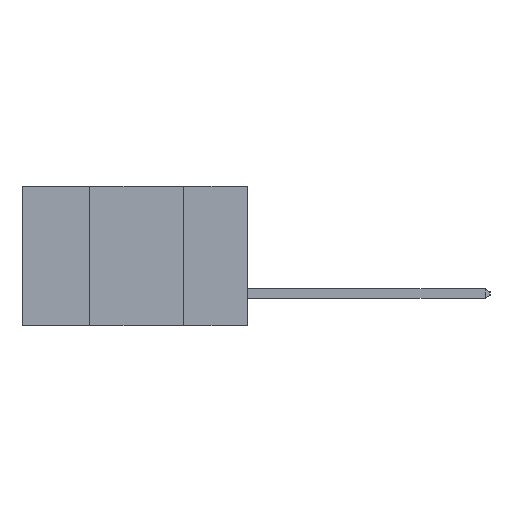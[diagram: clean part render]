
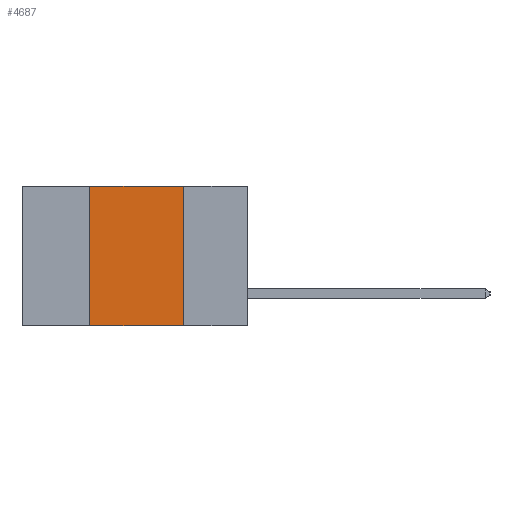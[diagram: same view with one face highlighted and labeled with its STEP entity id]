
A CAD part, left-side view. The second image highlights one B-rep face of the part: STEP entity #4687.
In plain terms, the highlighted planar face has unit normal (-1, 0, 0).
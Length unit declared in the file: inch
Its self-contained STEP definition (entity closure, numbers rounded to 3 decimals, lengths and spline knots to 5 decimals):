
#606 = VECTOR ( 'NONE', #6248, 39.37008 ) ;
#1225 = VECTOR ( 'NONE', #13565, 39.37008 ) ;
#1280 = EDGE_LOOP ( 'NONE', ( #9374, #12695, #16259, #3230 ) ) ;
#3147 = CARTESIAN_POINT ( 'NONE',  ( 0., 0.6, 0. ) ) ;
#3230 = ORIENTED_EDGE ( 'NONE', *, *, #14116, .T. ) ;
#3241 = CARTESIAN_POINT ( 'NONE',  ( 0., 0.42, -0.37 ) ) ;
#3609 = AXIS2_PLACEMENT_3D ( 'NONE', #3147, #5705, #5759 ) ;
#3679 = CARTESIAN_POINT ( 'NONE',  ( 0., 0.17, -0.37 ) ) ;
#3869 = LINE ( 'NONE', #13780, #606 ) ;
#4540 = LINE ( 'NONE', #3241, #10967 ) ;
#4687 = ADVANCED_FACE ( 'NONE', ( #8824 ), #5930, .F. ) ;
#5377 = CARTESIAN_POINT ( 'NONE',  ( 0., 0.42, -0.37 ) ) ;
#5705 = DIRECTION ( 'NONE',  ( 1., 0., 0. ) ) ;
#5759 = DIRECTION ( 'NONE',  ( 0., 0., -1. ) ) ;
#5930 = PLANE ( 'NONE',  #3609 ) ;
#6248 = DIRECTION ( 'NONE',  ( 0., 0., -1. ) ) ;
#8722 = CARTESIAN_POINT ( 'NONE',  ( 0., 0.6, 0. ) ) ;
#8824 = FACE_OUTER_BOUND ( 'NONE', #1280, .T. ) ;
#9060 = VERTEX_POINT ( 'NONE', #3679 ) ;
#9374 = ORIENTED_EDGE ( 'NONE', *, *, #16478, .F. ) ;
#9518 = VERTEX_POINT ( 'NONE', #9798 ) ;
#9776 = CARTESIAN_POINT ( 'NONE',  ( 0., 0.42, 0. ) ) ;
#9798 = CARTESIAN_POINT ( 'NONE',  ( 0., 0.17, 0. ) ) ;
#10665 = LINE ( 'NONE', #14790, #1225 ) ;
#10967 = VECTOR ( 'NONE', #12275, 39.37008 ) ;
#10972 = VECTOR ( 'NONE', #11207, 39.37008 ) ;
#11207 = DIRECTION ( 'NONE',  ( 0., -1., 0. ) ) ;
#12275 = DIRECTION ( 'NONE',  ( 0., 0., 1. ) ) ;
#12585 = VERTEX_POINT ( 'NONE', #5377 ) ;
#12695 = ORIENTED_EDGE ( 'NONE', *, *, #15710, .F. ) ;
#13565 = DIRECTION ( 'NONE',  ( 0., -1., 0. ) ) ;
#13780 = CARTESIAN_POINT ( 'NONE',  ( 0., 0.17, -0.37 ) ) ;
#14116 = EDGE_CURVE ( 'NONE', #12585, #9060, #10665, .T. ) ;
#14790 = CARTESIAN_POINT ( 'NONE',  ( 0., 0.6, -0.37 ) ) ;
#14916 = EDGE_CURVE ( 'NONE', #12585, #15607, #4540, .T. ) ;
#15011 = LINE ( 'NONE', #8722, #10972 ) ;
#15607 = VERTEX_POINT ( 'NONE', #9776 ) ;
#15710 = EDGE_CURVE ( 'NONE', #15607, #9518, #15011, .T. ) ;
#16259 = ORIENTED_EDGE ( 'NONE', *, *, #14916, .F. ) ;
#16478 = EDGE_CURVE ( 'NONE', #9518, #9060, #3869, .T. ) ;
